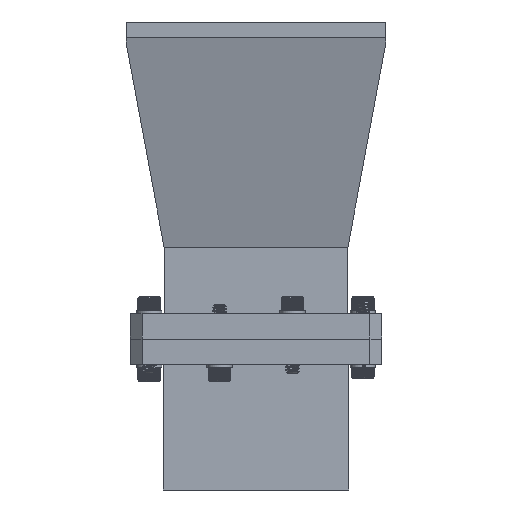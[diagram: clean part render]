
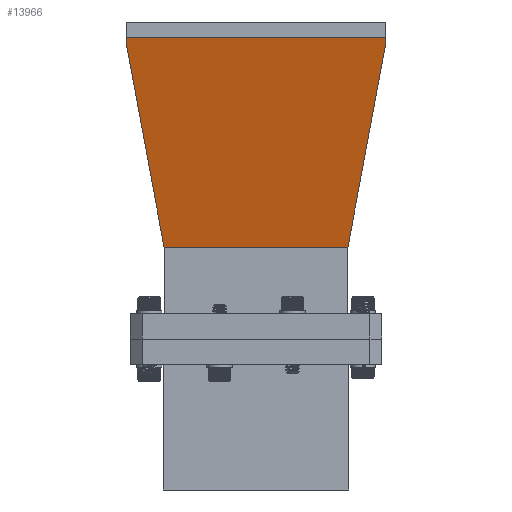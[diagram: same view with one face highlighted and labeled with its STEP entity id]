
A CAD part, front view. The second image highlights one B-rep face of the part: STEP entity #13966.
In plain terms, the highlighted face is planar.
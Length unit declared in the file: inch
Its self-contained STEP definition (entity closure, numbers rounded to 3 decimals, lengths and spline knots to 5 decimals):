
#659 = LINE ( 'NONE', #4011, #2567 ) ;
#751 = DIRECTION ( 'NONE',  ( -0.968, 0., -0.249 ) ) ;
#784 = VECTOR ( 'NONE', #4224, 39.37008 ) ;
#1068 = CARTESIAN_POINT ( 'NONE',  ( -0.51561, 0.91311, 1.95356 ) ) ;
#1177 = EDGE_CURVE ( 'NONE', #5566, #6467, #8828, .T. ) ;
#1182 = CARTESIAN_POINT ( 'NONE',  ( -1.05248, 1.28916, 4.0414 ) ) ;
#1435 = ORIENTED_EDGE ( 'NONE', *, *, #7605, .T. ) ;
#2019 = CARTESIAN_POINT ( 'NONE',  ( -0.79809, 0., 3.05209 ) ) ;
#2430 = CARTESIAN_POINT ( 'NONE',  ( -0.51666, 0.91311, 1.95763 ) ) ;
#2567 = VECTOR ( 'NONE', #13317, 39.37008 ) ;
#2579 = VECTOR ( 'NONE', #6683, 39.37008 ) ;
#2667 = CARTESIAN_POINT ( 'NONE',  ( -1.03734, -1.28916, 3.98251 ) ) ;
#3383 = AXIS2_PLACEMENT_3D ( 'NONE', #2019, #751, #13274 ) ;
#3611 = EDGE_LOOP ( 'NONE', ( #10079, #9893, #14422, #6356, #7800, #1435, #6391, #6500 ) ) ;
#3629 = DIRECTION ( 'NONE',  ( -0.249, 0., 0.968 ) ) ;
#3706 = LINE ( 'NONE', #8181, #14230 ) ;
#3932 = EDGE_CURVE ( 'NONE', #9087, #8033, #13602, .T. ) ;
#4011 = CARTESIAN_POINT ( 'NONE',  ( -0.51666, 0.91311, 1.95763 ) ) ;
#4019 = LINE ( 'NONE', #8417, #7217 ) ;
#4224 = DIRECTION ( 'NONE',  ( -0.249, 0., 0.968 ) ) ;
#4441 = CARTESIAN_POINT ( 'NONE',  ( -0.51561, -0.91311, 1.95356 ) ) ;
#4784 = EDGE_CURVE ( 'NONE', #8033, #5566, #8566, .T. ) ;
#5193 = CARTESIAN_POINT ( 'NONE',  ( -1.05248, 1.28916, 4.0414 ) ) ;
#5566 = VERTEX_POINT ( 'NONE', #1182 ) ;
#6251 = VECTOR ( 'NONE', #11583, 39.37008 ) ;
#6356 = ORIENTED_EDGE ( 'NONE', *, *, #1177, .T. ) ;
#6391 = ORIENTED_EDGE ( 'NONE', *, *, #11787, .T. ) ;
#6467 = VERTEX_POINT ( 'NONE', #12281 ) ;
#6500 = ORIENTED_EDGE ( 'NONE', *, *, #9073, .T. ) ;
#6683 = DIRECTION ( 'NONE',  ( 0.245, -0.177, -0.953 ) ) ;
#6757 = LINE ( 'NONE', #11191, #2579 ) ;
#7217 = VECTOR ( 'NONE', #13176, 39.37008 ) ;
#7541 = CARTESIAN_POINT ( 'NONE',  ( -0.51666, -0.91311, 1.95763 ) ) ;
#7605 = EDGE_CURVE ( 'NONE', #12359, #13778, #659, .T. ) ;
#7800 = ORIENTED_EDGE ( 'NONE', *, *, #8136, .T. ) ;
#7819 = LINE ( 'NONE', #10527, #6251 ) ;
#8033 = VERTEX_POINT ( 'NONE', #11047 ) ;
#8136 = EDGE_CURVE ( 'NONE', #6467, #12359, #6757, .T. ) ;
#8181 = CARTESIAN_POINT ( 'NONE',  ( -0.51561, -0.91311, 1.95356 ) ) ;
#8199 = VERTEX_POINT ( 'NONE', #4441 ) ;
#8417 = CARTESIAN_POINT ( 'NONE',  ( -0.51666, -0.91311, 1.95763 ) ) ;
#8566 = LINE ( 'NONE', #13111, #8891 ) ;
#8760 = CARTESIAN_POINT ( 'NONE',  ( -1.03734, -1.28916, 3.98251 ) ) ;
#8828 = LINE ( 'NONE', #5193, #12816 ) ;
#8891 = VECTOR ( 'NONE', #9891, 39.37008 ) ;
#9073 = EDGE_CURVE ( 'NONE', #8199, #14352, #3706, .T. ) ;
#9087 = VERTEX_POINT ( 'NONE', #2667 ) ;
#9890 = EDGE_CURVE ( 'NONE', #14352, #9087, #4019, .T. ) ;
#9891 = DIRECTION ( 'NONE',  ( 0., 1., 0. ) ) ;
#9893 = ORIENTED_EDGE ( 'NONE', *, *, #3932, .T. ) ;
#10079 = ORIENTED_EDGE ( 'NONE', *, *, #9890, .T. ) ;
#10527 = CARTESIAN_POINT ( 'NONE',  ( -0.51561, 0., 1.95356 ) ) ;
#10973 = DIRECTION ( 'NONE',  ( 0.249, 0., -0.968 ) ) ;
#11047 = CARTESIAN_POINT ( 'NONE',  ( -1.05248, -1.28916, 4.0414 ) ) ;
#11096 = PLANE ( 'NONE',  #3383 ) ;
#11191 = CARTESIAN_POINT ( 'NONE',  ( -1.03734, 1.28916, 3.98251 ) ) ;
#11583 = DIRECTION ( 'NONE',  ( 0., -1., 0. ) ) ;
#11787 = EDGE_CURVE ( 'NONE', #13778, #8199, #7819, .T. ) ;
#12214 = FACE_OUTER_BOUND ( 'NONE', #3611, .T. ) ;
#12281 = CARTESIAN_POINT ( 'NONE',  ( -1.03734, 1.28916, 3.98251 ) ) ;
#12359 = VERTEX_POINT ( 'NONE', #2430 ) ;
#12816 = VECTOR ( 'NONE', #10973, 39.37008 ) ;
#13111 = CARTESIAN_POINT ( 'NONE',  ( -1.05248, 0., 4.0414 ) ) ;
#13176 = DIRECTION ( 'NONE',  ( -0.245, -0.177, 0.953 ) ) ;
#13274 = DIRECTION ( 'NONE',  ( -0.249, 0., 0.968 ) ) ;
#13317 = DIRECTION ( 'NONE',  ( 0.249, 0., -0.968 ) ) ;
#13602 = LINE ( 'NONE', #8760, #784 ) ;
#13778 = VERTEX_POINT ( 'NONE', #1068 ) ;
#13966 = ADVANCED_FACE ( 'NONE', ( #12214 ), #11096, .T. ) ;
#14230 = VECTOR ( 'NONE', #3629, 39.37008 ) ;
#14352 = VERTEX_POINT ( 'NONE', #7541 ) ;
#14422 = ORIENTED_EDGE ( 'NONE', *, *, #4784, .T. ) ;
